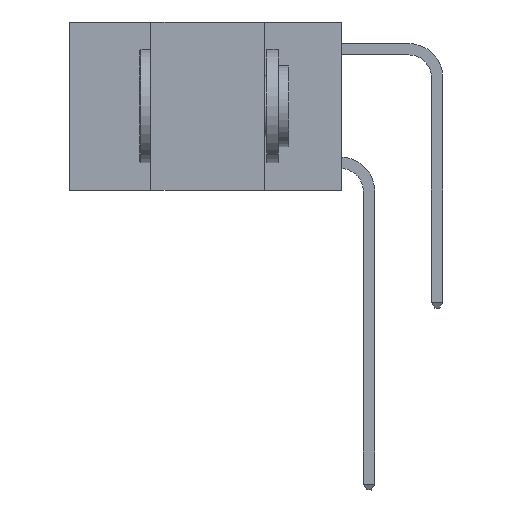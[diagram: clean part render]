
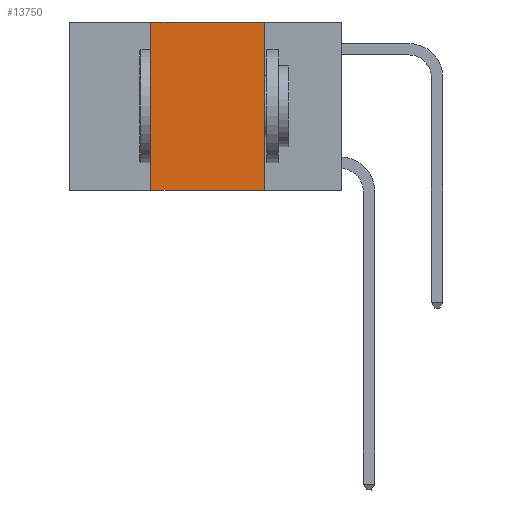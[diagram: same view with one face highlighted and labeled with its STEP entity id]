
A CAD part, left-side view. The second image highlights one B-rep face of the part: STEP entity #13750.
In plain terms, the highlighted planar face has unit normal (-1, 0, 0).
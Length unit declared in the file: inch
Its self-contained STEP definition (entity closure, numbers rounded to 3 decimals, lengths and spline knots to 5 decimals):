
#360 = EDGE_CURVE ( 'NONE', #441, #2891, #9192, .T. ) ;
#441 = VERTEX_POINT ( 'NONE', #825 ) ;
#813 = ORIENTED_EDGE ( 'NONE', *, *, #11935, .F. ) ;
#825 = CARTESIAN_POINT ( 'NONE',  ( 0., 0.42, -0.37 ) ) ;
#1150 = CARTESIAN_POINT ( 'NONE',  ( 0., 0.42, 0. ) ) ;
#1368 = VECTOR ( 'NONE', #3269, 39.37008 ) ;
#2141 = VECTOR ( 'NONE', #12825, 39.37008 ) ;
#2187 = CARTESIAN_POINT ( 'NONE',  ( 0., 0.6, 0. ) ) ;
#2515 = CARTESIAN_POINT ( 'NONE',  ( 0., 0.6, 0. ) ) ;
#2891 = VERTEX_POINT ( 'NONE', #5614 ) ;
#3269 = DIRECTION ( 'NONE',  ( 0., -1., 0. ) ) ;
#3486 = AXIS2_PLACEMENT_3D ( 'NONE', #2515, #5844, #11084 ) ;
#3858 = CARTESIAN_POINT ( 'NONE',  ( 0., 0.42, 0. ) ) ;
#4046 = CARTESIAN_POINT ( 'NONE',  ( 0., 0.6, -0.37 ) ) ;
#4798 = PLANE ( 'NONE',  #3486 ) ;
#4967 = EDGE_CURVE ( 'NONE', #8548, #6893, #9757, .T. ) ;
#5614 = CARTESIAN_POINT ( 'NONE',  ( 0., 0.17, -0.37 ) ) ;
#5844 = DIRECTION ( 'NONE',  ( 1., 0., 0. ) ) ;
#6096 = ORIENTED_EDGE ( 'NONE', *, *, #4967, .F. ) ;
#6439 = FACE_OUTER_BOUND ( 'NONE', #8687, .T. ) ;
#6893 = VERTEX_POINT ( 'NONE', #9887 ) ;
#8218 = ORIENTED_EDGE ( 'NONE', *, *, #360, .T. ) ;
#8451 = VECTOR ( 'NONE', #12709, 39.37008 ) ;
#8548 = VERTEX_POINT ( 'NONE', #3858 ) ;
#8687 = EDGE_LOOP ( 'NONE', ( #813, #6096, #12408, #8218 ) ) ;
#9192 = LINE ( 'NONE', #4046, #2141 ) ;
#9443 = VECTOR ( 'NONE', #13244, 39.37008 ) ;
#9757 = LINE ( 'NONE', #2187, #1368 ) ;
#9887 = CARTESIAN_POINT ( 'NONE',  ( 0., 0.17, 0. ) ) ;
#10116 = LINE ( 'NONE', #1150, #9443 ) ;
#11084 = DIRECTION ( 'NONE',  ( 0., 0., -1. ) ) ;
#11634 = CARTESIAN_POINT ( 'NONE',  ( 0., 0.17, 0. ) ) ;
#11935 = EDGE_CURVE ( 'NONE', #6893, #2891, #13205, .T. ) ;
#12408 = ORIENTED_EDGE ( 'NONE', *, *, #13524, .F. ) ;
#12709 = DIRECTION ( 'NONE',  ( 0., 0., -1. ) ) ;
#12825 = DIRECTION ( 'NONE',  ( 0., -1., 0. ) ) ;
#13205 = LINE ( 'NONE', #11634, #8451 ) ;
#13244 = DIRECTION ( 'NONE',  ( 0., 0., 1. ) ) ;
#13524 = EDGE_CURVE ( 'NONE', #441, #8548, #10116, .T. ) ;
#13750 = ADVANCED_FACE ( 'NONE', ( #6439 ), #4798, .F. ) ;
